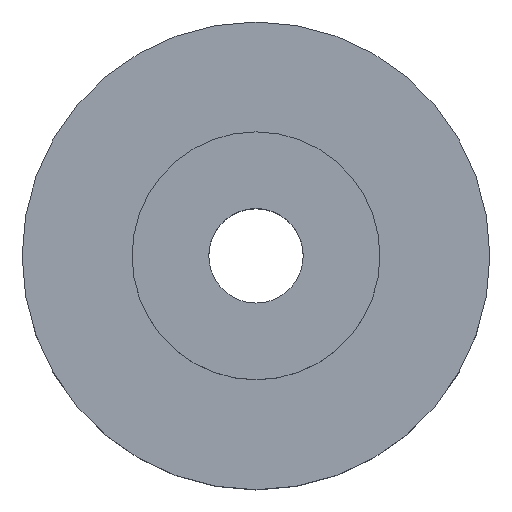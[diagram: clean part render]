
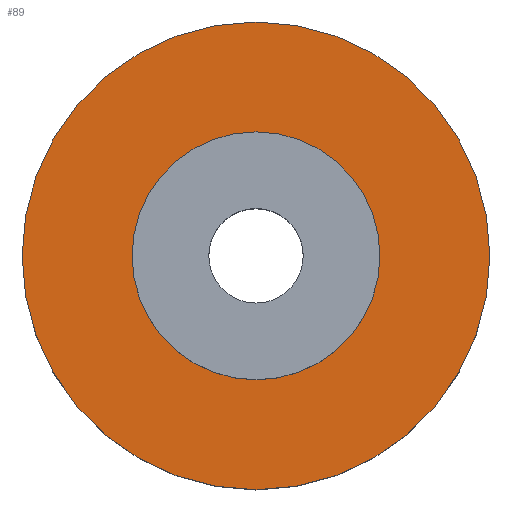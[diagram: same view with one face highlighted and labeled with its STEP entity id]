
A CAD part, top view. The second image highlights one B-rep face of the part: STEP entity #89.
In plain terms, the highlighted planar face has unit normal (0, 0, 1).
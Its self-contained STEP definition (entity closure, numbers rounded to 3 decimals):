
#12 = AXIS2_PLACEMENT_3D ( 'NONE', #175, #92, #255 ) ;
#24 = DIRECTION ( 'NONE',  ( 1., 0., 0. ) ) ;
#28 = DIRECTION ( 'NONE',  ( 0., 0., 1. ) ) ;
#36 = EDGE_CURVE ( 'NONE', #259, #253, #182, .T. ) ;
#38 = DIRECTION ( 'NONE',  ( 0., 0., 1. ) ) ;
#49 = FACE_OUTER_BOUND ( 'NONE', #260, .T. ) ;
#53 = ORIENTED_EDGE ( 'NONE', *, *, #119, .T. ) ;
#66 = CIRCLE ( 'NONE', #157, 25. ) ;
#74 = CARTESIAN_POINT ( 'NONE',  ( 0., 0., 0. ) ) ;
#77 = AXIS2_PLACEMENT_3D ( 'NONE', #148, #28, #121 ) ;
#80 = DIRECTION ( 'NONE',  ( 0., 0., 1. ) ) ;
#83 = VERTEX_POINT ( 'NONE', #236 ) ;
#86 = CARTESIAN_POINT ( 'NONE',  ( 0., 0., 0. ) ) ;
#89 = ADVANCED_FACE ( 'NONE', ( #268, #49 ), #100, .T. ) ;
#92 = DIRECTION ( 'NONE',  ( 0., 0., 1. ) ) ;
#95 = CIRCLE ( 'NONE', #272, 25. ) ;
#100 = PLANE ( 'NONE',  #170 ) ;
#103 = ORIENTED_EDGE ( 'NONE', *, *, #162, .T. ) ;
#105 = CARTESIAN_POINT ( 'NONE',  ( -13.25, 0., 0. ) ) ;
#108 = ORIENTED_EDGE ( 'NONE', *, *, #115, .F. ) ;
#115 = EDGE_CURVE ( 'NONE', #253, #259, #159, .T. ) ;
#119 = EDGE_CURVE ( 'NONE', #83, #153, #66, .T. ) ;
#121 = DIRECTION ( 'NONE',  ( 1., 0., 0. ) ) ;
#147 = EDGE_LOOP ( 'NONE', ( #222, #108 ) ) ;
#148 = CARTESIAN_POINT ( 'NONE',  ( 0., 0., 0. ) ) ;
#153 = VERTEX_POINT ( 'NONE', #233 ) ;
#157 = AXIS2_PLACEMENT_3D ( 'NONE', #195, #38, #24 ) ;
#159 = CIRCLE ( 'NONE', #12, 13.25 ) ;
#162 = EDGE_CURVE ( 'NONE', #153, #83, #95, .T. ) ;
#168 = DIRECTION ( 'NONE',  ( 1., 0., 0. ) ) ;
#170 = AXIS2_PLACEMENT_3D ( 'NONE', #74, #80, #168 ) ;
#175 = CARTESIAN_POINT ( 'NONE',  ( 0., 0., 0. ) ) ;
#182 = CIRCLE ( 'NONE', #77, 13.25 ) ;
#195 = CARTESIAN_POINT ( 'NONE',  ( 0., 0., 0. ) ) ;
#203 = DIRECTION ( 'NONE',  ( 0., 0., 1. ) ) ;
#205 = CARTESIAN_POINT ( 'NONE',  ( 13.25, 0., 0. ) ) ;
#222 = ORIENTED_EDGE ( 'NONE', *, *, #36, .F. ) ;
#233 = CARTESIAN_POINT ( 'NONE',  ( 25., 0., 0. ) ) ;
#236 = CARTESIAN_POINT ( 'NONE',  ( -25., 0., 0. ) ) ;
#253 = VERTEX_POINT ( 'NONE', #205 ) ;
#255 = DIRECTION ( 'NONE',  ( 1., 0., 0. ) ) ;
#259 = VERTEX_POINT ( 'NONE', #105 ) ;
#260 = EDGE_LOOP ( 'NONE', ( #103, #53 ) ) ;
#268 = FACE_BOUND ( 'NONE', #147, .T. ) ;
#272 = AXIS2_PLACEMENT_3D ( 'NONE', #86, #203, #286 ) ;
#286 = DIRECTION ( 'NONE',  ( 1., 0., 0. ) ) ;
